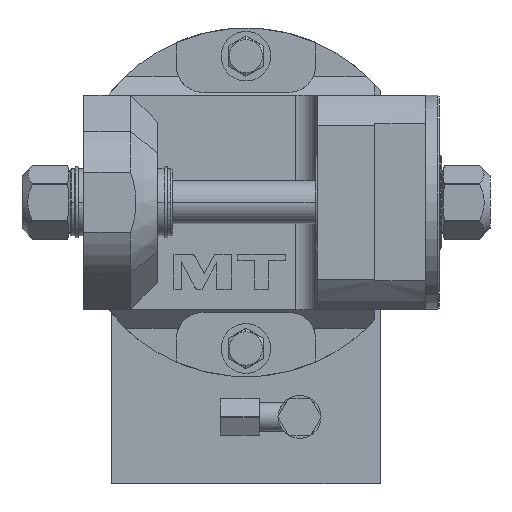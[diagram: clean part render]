
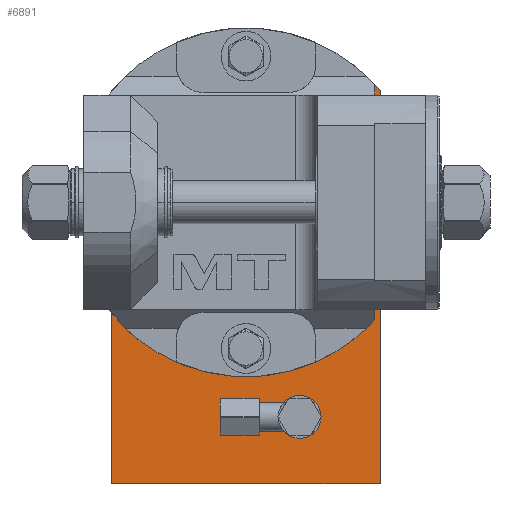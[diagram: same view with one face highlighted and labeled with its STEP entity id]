
A CAD part, left-side view. The second image highlights one B-rep face of the part: STEP entity #6891.
In plain terms, the highlighted planar face has unit normal (-1, 0, 0).
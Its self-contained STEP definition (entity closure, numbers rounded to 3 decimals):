
#127=DIRECTION('',(0.,0.,-1.));
#128=VECTOR('',#127,63.467);
#129=CARTESIAN_POINT('',(-20.,50.,-41.533));
#130=LINE('',#129,#128);
#173=CARTESIAN_POINT('',(-20.,0.,0.));
#174=DIRECTION('',(1.,0.,0.));
#175=DIRECTION('',(0.,-0.738,0.674));
#176=AXIS2_PLACEMENT_3D('',#173,#174,#175);
#178=CARTESIAN_POINT('',(-20.,-20.,-80.));
#179=DIRECTION('',(-1.,0.,0.));
#180=DIRECTION('',(0.,0.,1.));
#181=AXIS2_PLACEMENT_3D('',#178,#179,#180);
#183=CARTESIAN_POINT('',(-20.,-20.,-80.));
#184=DIRECTION('',(-1.,0.,0.));
#185=DIRECTION('',(0.,0.,-1.));
#186=AXIS2_PLACEMENT_3D('',#183,#184,#185);
#208=DIRECTION('',(0.,0.,1.));
#209=VECTOR('',#208,87.658);
#210=CARTESIAN_POINT('',(-20.,-48.,-43.829));
#211=LINE('',#210,#209);
#212=CARTESIAN_POINT('',(-20.,0.,0.));
#213=DIRECTION('',(-1.,0.,0.));
#214=DIRECTION('',(0.,0.769,-0.639));
#215=AXIS2_PLACEMENT_3D('',#212,#213,#214);
#2774=DIRECTION('',(0.,0.,1.));
#2775=VECTOR('',#2774,146.533);
#2776=CARTESIAN_POINT('',(-20.,-50.,-105.));
#2777=LINE('',#2776,#2775);
#2923=DIRECTION('',(0.,-1.,0.));
#2924=VECTOR('',#2923,100.);
#2925=CARTESIAN_POINT('',(-20.,50.,-105.));
#2926=LINE('',#2925,#2924);
#5886=CARTESIAN_POINT('',(-20.,50.,-105.));
#5888=VERTEX_POINT('',#5886);
#5890=CARTESIAN_POINT('',(-20.,-50.,-105.));
#5892=VERTEX_POINT('',#5890);
#5958=CARTESIAN_POINT('',(-20.,-50.,41.533));
#5960=VERTEX_POINT('',#5958);
#6054=CARTESIAN_POINT('',(-20.,-48.,-43.829));
#6055=CARTESIAN_POINT('',(-20.,-48.,43.829));
#6056=VERTEX_POINT('',#6054);
#6057=VERTEX_POINT('',#6055);
#6058=CARTESIAN_POINT('',(-20.,50.,-41.533));
#6060=VERTEX_POINT('',#6058);
#6488=CARTESIAN_POINT('',(-20.,-20.,-73.05));
#6489=CARTESIAN_POINT('',(-20.,-20.,-86.95));
#6490=VERTEX_POINT('',#6488);
#6491=VERTEX_POINT('',#6489);
#6868=CARTESIAN_POINT('',(-20.,50.,35.));
#6869=DIRECTION('',(-1.,0.,0.));
#6870=DIRECTION('',(0.,0.,-1.));
#6871=AXIS2_PLACEMENT_3D('',#6868,#6869,#6870);
#6872=PLANE('',#6871);
#6874=ORIENTED_EDGE('',*,*,#6873,.T.);
#6875=ORIENTED_EDGE('',*,*,#6790,.T.);
#6877=ORIENTED_EDGE('',*,*,#6876,.F.);
#6879=ORIENTED_EDGE('',*,*,#6878,.F.);
#6880=ORIENTED_EDGE('',*,*,#6840,.F.);
#6882=ORIENTED_EDGE('',*,*,#6881,.T.);
#6883=EDGE_LOOP('',(#6874,#6875,#6877,#6879,#6880,#6882));
#6884=FACE_OUTER_BOUND('',#6883,.F.);
#6886=ORIENTED_EDGE('',*,*,#6885,.T.);
#6888=ORIENTED_EDGE('',*,*,#6887,.T.);
#6889=EDGE_LOOP('',(#6886,#6888));
#6890=FACE_BOUND('',#6889,.F.);
#6891=ADVANCED_FACE('',(#6884,#6890),#6872,.T.);
#177=CIRCLE('',#176,65.);
#182=CIRCLE('',#181,6.95);
#187=CIRCLE('',#186,6.95);
#216=CIRCLE('',#215,65.);
#6790=EDGE_CURVE('',#6057,#5960,#177,.T.);
#6840=EDGE_CURVE('',#6060,#5888,#130,.T.);
#6873=EDGE_CURVE('',#6056,#6057,#211,.T.);
#6876=EDGE_CURVE('',#5892,#5960,#2777,.T.);
#6878=EDGE_CURVE('',#5888,#5892,#2926,.T.);
#6881=EDGE_CURVE('',#6060,#6056,#216,.T.);
#6885=EDGE_CURVE('',#6490,#6491,#182,.T.);
#6887=EDGE_CURVE('',#6491,#6490,#187,.T.);
